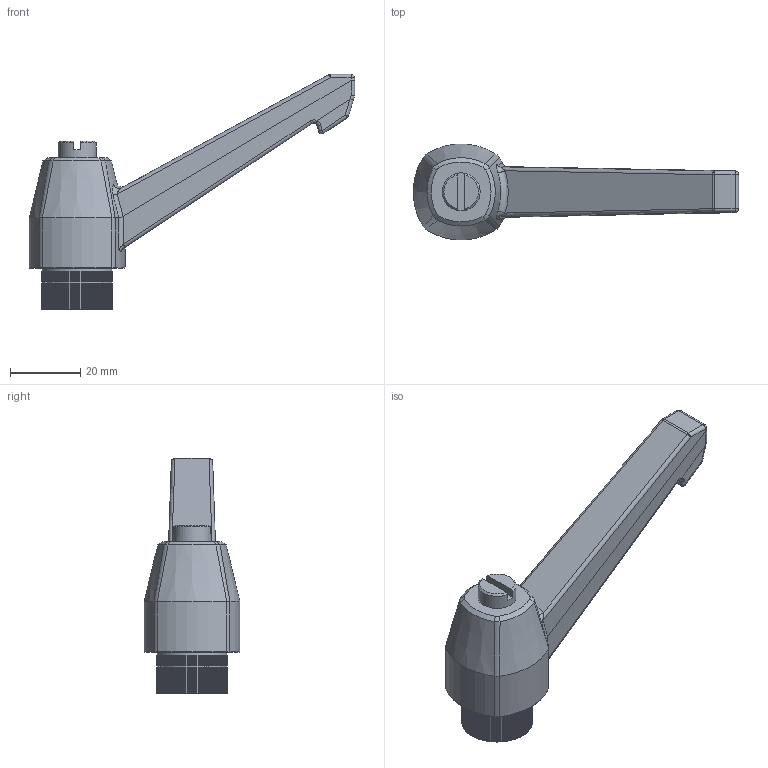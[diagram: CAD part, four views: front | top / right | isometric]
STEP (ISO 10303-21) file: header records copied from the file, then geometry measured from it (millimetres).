
FILE_DESCRIPTION( ( 'Unknown' ), '1' );
FILE_NAME( '7310010_MAB79_M10.stp', 'Unknown', ( 'Unknown' ), ( 'Unknown' ), 'PSStep 14.0', 'Unknown', ' ' );
FILE_SCHEMA( ( 'AUTOMOTIVE_DESIGN { 1 0 10303 214 1 1 1 1 }' ) );
Length unit declared in the file: millimetre
Products named in the file (1): 7310010
Bounding box: 92.62 x 27.23 x 67 mm (x, y, z)
Volume: 27262.5 mm3; surface area: 10246.3 mm2
Topology: 1 solids, 2 shells, 547 faces, 1553 edges, 1002 vertices
Faces by surface type: plane 327, cylinder 150, bspline 46, sphere 12, torus 8, cone 4
Full cylindrical faces by diameter (mm): 6 x1, 8.376 x2, 10.8 x1, 20 x1
Entity records: 24786 total; most frequent: CARTESIAN_POINT 6213, ORIENTED_EDGE 3052, DIRECTION 2969, EDGE_CURVE 1526, AXIS2_PLACEMENT_3D 1036, VERTEX_POINT 993, LINE 897, VECTOR 897
